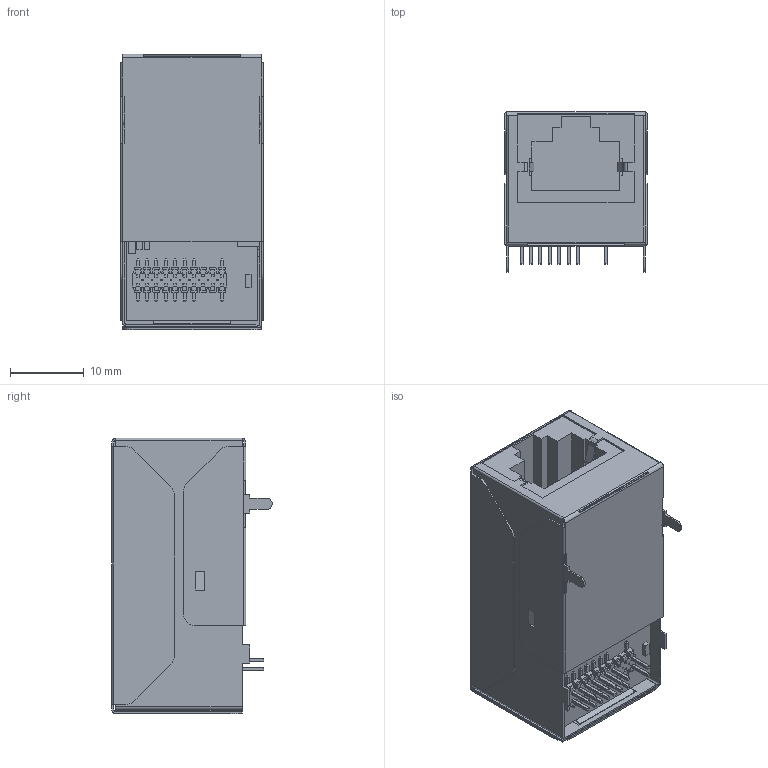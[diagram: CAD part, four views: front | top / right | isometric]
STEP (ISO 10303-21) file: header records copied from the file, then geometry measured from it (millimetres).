
FILE_DESCRIPTION((''),'2;1');
FILE_NAME('50000878-01_ASM','2010-09-15T',('Administrator'),(''),'PRO/ENGINEER BY PARAMETRIC TECHNOLOGY CORPORATION, 2009280','PRO/ENGINEER BY PARAMETRIC TECHNOLOGY CORPORATION, 2009280','');
FILE_SCHEMA(('CONFIG_CONTROL_DESIGN'));
Length unit declared in the file: inch
Products named in the file (36): 60001069-01_FORMED; 30MIL_NOJTAG; C0402; 5X5MLF_32PIN_2; FBGA48_8X9MM; R0402; FBGA60; XTL_H130; 18000255; C0805; SOT23; C0603; BGA177; WLP-4B; MICROPAK6; FTSHD_; T-1S15__AF0; T-1S15__AF1; SM-XXX_; T-1S15__AF2; T-1S15__AF3; T-1S15__AF4; T-1S15__AF5; T-1S15__AF6; T-1S15__AF7; T-1S15__AF8; T-1S15__AF9; T-1S15__AF10; T-1S15__AF11; T-1S15__AF12; T-1S15__AF13; T-1S15__AF14; T-1S15__AF15; FTSH2X10_ASM; 30MIL_NOJTAG_ASM; 50000878-01_ASM
Assembly tree (101 placements, depth 4):
  50000878-01_ASM
    60001069-01_FORMED
    30MIL_NOJTAG_ASM
      30MIL_NOJTAG
      C0402  x38
      5X5MLF_32PIN_2
      FBGA48_8X9MM
      R0402  x26
      FBGA60
      XTL_H130  x2
      18000255
      C0805  x2
      SOT23
      C0603  x2
      BGA177
      WLP-4B
      MICROPAK6
      FTSH2X10_ASM
        FTSHD_
        T-1S15__AF0
        T-1S15__AF1
        SM-XXX_  x2
        T-1S15__AF2
        T-1S15__AF3
        T-1S15__AF4
        T-1S15__AF5
        T-1S15__AF6
        T-1S15__AF7
        T-1S15__AF8
        T-1S15__AF9
        T-1S15__AF10
        T-1S15__AF11
        T-1S15__AF12
        T-1S15__AF13
        T-1S15__AF14
        T-1S15__AF15
Bounding box: 19.3 x 21.72 x 37.35 mm (x, y, z)
Volume: 8373.8 mm3; surface area: 15203.7 mm2
Topology: 99 solids, 99 shells, 1465 faces, 3497 edges, 2224 vertices
Faces by surface type: plane 1312, cylinder 114, torus 18, cone 12, sphere 9
Entity records: 32893 total; most frequent: CARTESIAN_POINT 5650, DIRECTION 5561, ORIENTED_EDGE 5338, EDGE_CURVE 2669, VECTOR 2367, LINE 2367, VERTEX_POINT 1686, AXIS2_PLACEMENT_3D 1597
